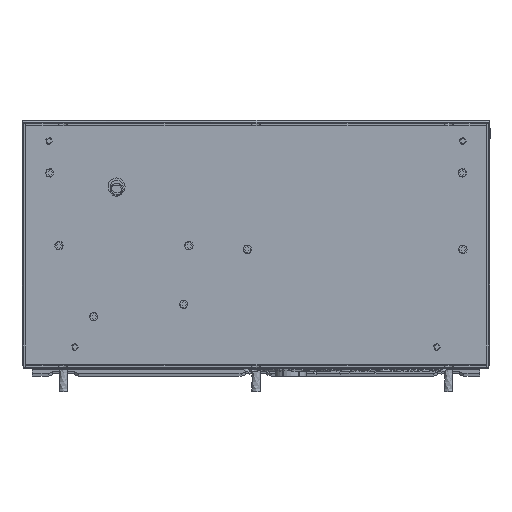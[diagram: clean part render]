
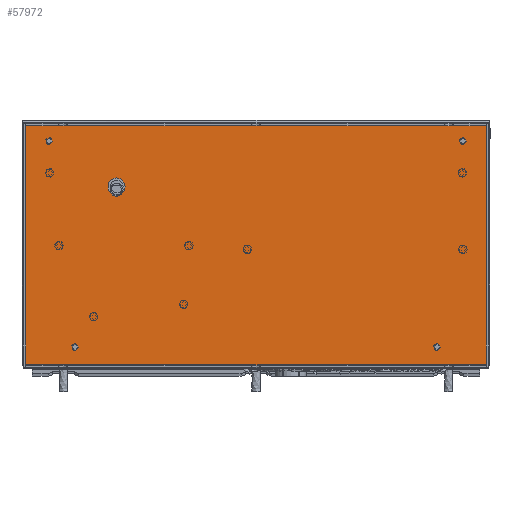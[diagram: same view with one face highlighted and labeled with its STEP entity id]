
A CAD part, front view. The second image highlights one B-rep face of the part: STEP entity #57972.
In plain terms, the highlighted free-form (B-spline) face has degree [1, 1] with [2, 2] control points.
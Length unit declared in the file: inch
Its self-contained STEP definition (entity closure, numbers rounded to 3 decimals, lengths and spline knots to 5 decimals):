
#56410=CARTESIAN_POINT('V2778',(0.66024,
   -21.69889,0.56506));
#56411=VERTEX_POINT('V2778',#56410);
#56417=CARTESIAN_POINT('E4053',(0.66024,
   -21.69889,0.56506));
#56418=CARTESIAN_POINT('E4053',(0.66024,
   -21.69889,0.37627));
#56419=CARTESIAN_POINT('E4053',(0.49674,
   -21.69889,0.47067));
#56420=CARTESIAN_POINT('E4053',(0.33324,
   -21.69889,0.56506));
#56421=CARTESIAN_POINT('E4053',(0.49674,
   -21.69889,0.65946));
#56422=CARTESIAN_POINT('E4053',(0.66024,
   -21.69889,0.75386));
#56423=CARTESIAN_POINT('E4053',(0.66024,
   -21.69889,0.56506));
#56431=(BOUNDED_CURVE()B_SPLINE_CURVE(2,(#56417,#56418,#56419,
   #56420,#56421,#56422,#56423),.CIRCULAR_ARC.,.T.,.U.)
   B_SPLINE_CURVE_WITH_KNOTS((3,2,2,3),(0.0,0.33333,
   0.66667,1.0),.UNSPECIFIED.)CURVE()
   GEOMETRIC_REPRESENTATION_ITEM()RATIONAL_B_SPLINE_CURVE((1.0,
   0.5,1.0,0.5,1.0,0.5,1.0)
   )REPRESENTATION_ITEM('E4053'));
#56432=EDGE_CURVE('E4053',#56411,#56411,#56431,.T.);
#56479=CARTESIAN_POINT('V2777',(1.41024,
   -21.69889,6.54306));
#56480=VERTEX_POINT('V2777',#56479);
#56486=CARTESIAN_POINT('E4052',(1.41024,
   -21.69889,6.54306));
#56487=CARTESIAN_POINT('E4052',(1.41024,
   -21.69889,6.35427));
#56488=CARTESIAN_POINT('E4052',(1.24674,
   -21.69889,6.44867));
#56489=CARTESIAN_POINT('E4052',(1.08324,
   -21.69889,6.54306));
#56490=CARTESIAN_POINT('E4052',(1.24674,
   -21.69889,6.63746));
#56491=CARTESIAN_POINT('E4052',(1.41024,
   -21.69889,6.73186));
#56492=CARTESIAN_POINT('E4052',(1.41024,
   -21.69889,6.54306));
#56500=(BOUNDED_CURVE()B_SPLINE_CURVE(2,(#56486,#56487,#56488,
   #56489,#56490,#56491,#56492),.CIRCULAR_ARC.,.T.,.U.)
   B_SPLINE_CURVE_WITH_KNOTS((3,2,2,3),(0.0,0.33333,
   0.66667,1.0),.UNSPECIFIED.)CURVE()
   GEOMETRIC_REPRESENTATION_ITEM()RATIONAL_B_SPLINE_CURVE((1.0,
   0.5,1.0,0.5,1.0,0.5,1.0)
   )REPRESENTATION_ITEM('E4052'));
#56501=EDGE_CURVE('E4052',#56480,#56480,#56500,.T.);
#56548=CARTESIAN_POINT('V2776',(-10.58976,
   -21.69889,6.54306));
#56549=VERTEX_POINT('V2776',#56548);
#56555=CARTESIAN_POINT('E4051',(-10.58976,
   -21.69889,6.54306));
#56556=CARTESIAN_POINT('E4051',(-10.58976,
   -21.69889,6.35427));
#56557=CARTESIAN_POINT('E4051',(-10.75326,
   -21.69889,6.44867));
#56558=CARTESIAN_POINT('E4051',(-10.91676,
   -21.69889,6.54306));
#56559=CARTESIAN_POINT('E4051',(-10.75326,
   -21.69889,6.63746));
#56560=CARTESIAN_POINT('E4051',(-10.58976,
   -21.69889,6.73186));
#56561=CARTESIAN_POINT('E4051',(-10.58976,
   -21.69889,6.54306));
#56569=(BOUNDED_CURVE()B_SPLINE_CURVE(2,(#56555,#56556,#56557,
   #56558,#56559,#56560,#56561),.CIRCULAR_ARC.,.T.,.U.)
   B_SPLINE_CURVE_WITH_KNOTS((3,2,2,3),(0.0,0.33333,
   0.66667,1.0),.UNSPECIFIED.)CURVE()
   GEOMETRIC_REPRESENTATION_ITEM()RATIONAL_B_SPLINE_CURVE((1.0,
   0.5,1.0,0.5,1.0,0.5,1.0)
   )REPRESENTATION_ITEM('E4051'));
#56570=EDGE_CURVE('E4051',#56549,#56549,#56569,.T.);
#56617=CARTESIAN_POINT('V2775',(-8.49476,
   -21.69889,5.22406));
#56618=VERTEX_POINT('V2775',#56617);
#56624=CARTESIAN_POINT('E4050',(-8.49476,
   -21.69889,5.22406));
#56625=CARTESIAN_POINT('E4050',(-8.49476,
   -21.69889,4.79105));
#56626=CARTESIAN_POINT('E4050',(-8.86976,
   -21.69889,5.00756));
#56627=CARTESIAN_POINT('E4050',(-9.24476,
   -21.69889,5.22406));
#56628=CARTESIAN_POINT('E4050',(-8.86976,
   -21.69889,5.44057));
#56629=CARTESIAN_POINT('E4050',(-8.49476,
   -21.69889,5.65708));
#56630=CARTESIAN_POINT('E4050',(-8.49476,
   -21.69889,5.22406));
#56638=(BOUNDED_CURVE()B_SPLINE_CURVE(2,(#56624,#56625,#56626,
   #56627,#56628,#56629,#56630),.CIRCULAR_ARC.,.T.,.U.)
   B_SPLINE_CURVE_WITH_KNOTS((3,2,2,3),(0.0,0.33333,
   0.66667,1.0),.UNSPECIFIED.)CURVE()
   GEOMETRIC_REPRESENTATION_ITEM()RATIONAL_B_SPLINE_CURVE((1.0,
   0.5,1.0,0.5,1.0,0.5,1.0)
   )REPRESENTATION_ITEM('E4050'));
#56639=EDGE_CURVE('E4050',#56618,#56618,#56638,.T.);
#56686=CARTESIAN_POINT('V2774',(-9.83976,
   -21.69889,0.56506));
#56687=VERTEX_POINT('V2774',#56686);
#56693=CARTESIAN_POINT('E4049',(-9.83976,
   -21.69889,0.56506));
#56694=CARTESIAN_POINT('E4049',(-9.83976,
   -21.69889,0.37627));
#56695=CARTESIAN_POINT('E4049',(-10.00326,
   -21.69889,0.47067));
#56696=CARTESIAN_POINT('E4049',(-10.16676,
   -21.69889,0.56506));
#56697=CARTESIAN_POINT('E4049',(-10.00326,
   -21.69889,0.65946));
#56698=CARTESIAN_POINT('E4049',(-9.83976,
   -21.69889,0.75386));
#56699=CARTESIAN_POINT('E4049',(-9.83976,
   -21.69889,0.56506));
#56707=(BOUNDED_CURVE()B_SPLINE_CURVE(2,(#56693,#56694,#56695,
   #56696,#56697,#56698,#56699),.CIRCULAR_ARC.,.T.,.U.)
   B_SPLINE_CURVE_WITH_KNOTS((3,2,2,3),(0.0,0.33333,
   0.66667,1.0),.UNSPECIFIED.)CURVE()
   GEOMETRIC_REPRESENTATION_ITEM()RATIONAL_B_SPLINE_CURVE((1.0,
   0.5,1.0,0.5,1.0,0.5,1.0)
   )REPRESENTATION_ITEM('E4049'));
#56708=EDGE_CURVE('E4049',#56687,#56687,#56707,.T.);
#57320=CARTESIAN_POINT('V2731',(1.97924,
   -21.69889,0.05106));
#57321=VERTEX_POINT('V2731',#57320);
#57335=CARTESIAN_POINT('V2732',(-11.37676,
   -21.69889,0.05106));
#57336=VERTEX_POINT('V2732',#57335);
#57337=CARTESIAN_POINT('E3998',(1.97924,
   -21.69889,0.05106));
#57338=CARTESIAN_POINT('E3998',(-11.37676,
   -21.69889,0.05106));
#57339=QUASI_UNIFORM_CURVE('E3998',1,(#57337,#57338),.POLYLINE_FORM.,
   .F.,.U.);
#57340=EDGE_CURVE('E3998',#57321,#57336,#57339,.T.);
#57373=CARTESIAN_POINT('V2728',(1.97924,
   -21.69889,6.98706));
#57374=VERTEX_POINT('V2728',#57373);
#57375=CARTESIAN_POINT('E4005',(1.97924,
   -21.69889,6.98706));
#57376=CARTESIAN_POINT('E4005',(1.97924,
   -21.69889,0.05106));
#57377=QUASI_UNIFORM_CURVE('E4005',1,(#57375,#57376),.POLYLINE_FORM.,
   .F.,.U.);
#57378=EDGE_CURVE('E4005',#57374,#57321,#57377,.T.);
#57917=CARTESIAN_POINT('V2727',(-11.37676,
   -21.69889,6.98706));
#57918=VERTEX_POINT('V2727',#57917);
#57919=CARTESIAN_POINT('E4001',(-11.37676,
   -21.69889,0.05106));
#57920=CARTESIAN_POINT('E4001',(-11.37676,
   -21.69889,6.98706));
#57921=QUASI_UNIFORM_CURVE('E4001',1,(#57919,#57920),.POLYLINE_FORM.,
   .F.,.U.);
#57922=EDGE_CURVE('E4001',#57336,#57918,#57921,.T.);
#57942=CARTESIAN_POINT('F1461',(-11.37676,
   -21.69889,6.98706));
#57943=CARTESIAN_POINT('F1461',(-11.37676,
   -21.69889,0.05106));
#57944=CARTESIAN_POINT('F1461',(1.97924,
   -21.69889,6.98706));
#57945=CARTESIAN_POINT('F1461',(1.97924,
   -21.69889,0.05106));
#57946=B_SPLINE_SURFACE_WITH_KNOTS('F1461',1,1,((#57942,#57944),(
   #57943,#57945)),.PLANE_SURF.,.F.,.F.,.U.,(2,2),(2,2),(
   0.00017,0.99983),(0.00017,
   1.92512),.UNSPECIFIED.);
#57947=ORIENTED_EDGE('E4001',*,*,#57922,.F.);
#57948=ORIENTED_EDGE('E3998',*,*,#57340,.F.);
#57949=ORIENTED_EDGE('E4005',*,*,#57378,.F.);
#57950=CARTESIAN_POINT('E3994',(-11.37676,
   -21.69889,6.98706));
#57951=CARTESIAN_POINT('E3994',(1.97924,
   -21.69889,6.98706));
#57952=QUASI_UNIFORM_CURVE('E3994',1,(#57950,#57951),.POLYLINE_FORM.,
   .F.,.U.);
#57953=EDGE_CURVE('E3994',#57918,#57374,#57952,.T.);
#57954=ORIENTED_EDGE('E3994',*,*,#57953,.F.);
#57955=EDGE_LOOP('F1461',(#57947,#57948,#57949,#57954));
#57956=FACE_OUTER_BOUND('F1461',#57955,.T.);
#57957=ORIENTED_EDGE('E4049',*,*,#56708,.T.);
#57958=EDGE_LOOP('F1461',(#57957));
#57959=FACE_BOUND('F1461',#57958,.T.);
#57960=ORIENTED_EDGE('E4050',*,*,#56639,.T.);
#57961=EDGE_LOOP('F1461',(#57960));
#57962=FACE_BOUND('F1461',#57961,.T.);
#57963=ORIENTED_EDGE('E4051',*,*,#56570,.T.);
#57964=EDGE_LOOP('F1461',(#57963));
#57965=FACE_BOUND('F1461',#57964,.T.);
#57966=ORIENTED_EDGE('E4052',*,*,#56501,.T.);
#57967=EDGE_LOOP('F1461',(#57966));
#57968=FACE_BOUND('F1461',#57967,.T.);
#57969=ORIENTED_EDGE('E4053',*,*,#56432,.T.);
#57970=EDGE_LOOP('F1461',(#57969));
#57971=FACE_BOUND('F1461',#57970,.T.);
#57972=ADVANCED_FACE('F1461',(#57956,#57959,#57962,#57965,#57968,
   #57971),#57946,.T.);
